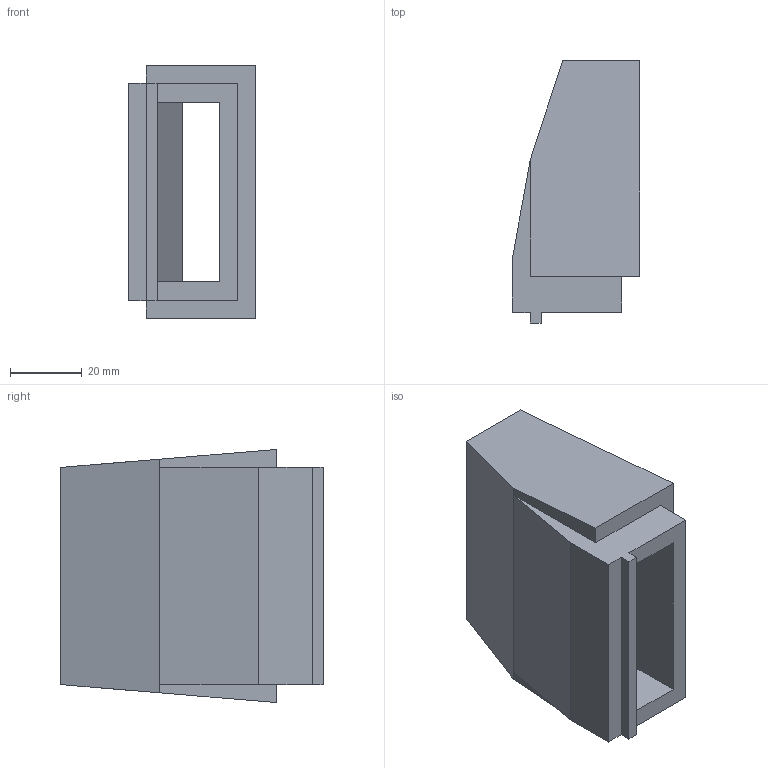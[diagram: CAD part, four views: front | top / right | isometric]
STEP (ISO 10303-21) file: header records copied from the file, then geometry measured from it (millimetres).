
FILE_DESCRIPTION (( 'STEP AP214' ), '1' );
FILE_NAME ('01_02_04-hopper.step', '2017-07-24T22:47:43', ( '' ), ( '' ), 'SwSTEP 2.0', 'SolidWorks 2016', '' );
FILE_SCHEMA (( 'AUTOMOTIVE_DESIGN' ));
Length unit declared in the file: millimetre
Products named in the file (1): 01_02_04-hopper
Bounding box: 35.4 x 73 x 70.4 mm (x, y, z)
Volume: 68216.3 mm3; surface area: 25570.7 mm2
Topology: 1 solids, 1 shells, 25 faces, 66 edges, 42 vertices
Faces by surface type: plane 25
Entity records: 790 total; most frequent: CARTESIAN_POINT 134, ORIENTED_EDGE 132, DIRECTION 118, LINE 66, EDGE_CURVE 66, VECTOR 66, VERTEX_POINT 42, AXIS2_PLACEMENT_3D 26
